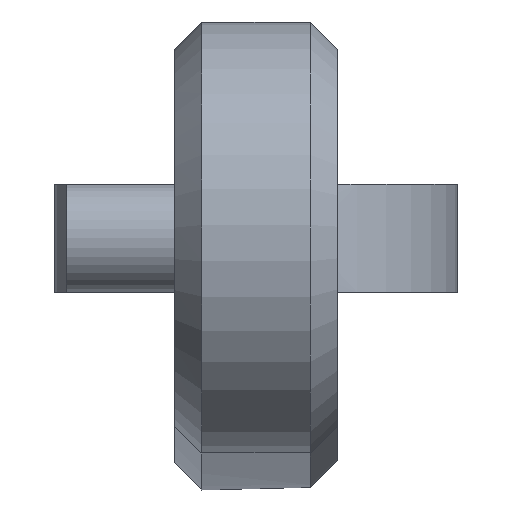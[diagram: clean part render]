
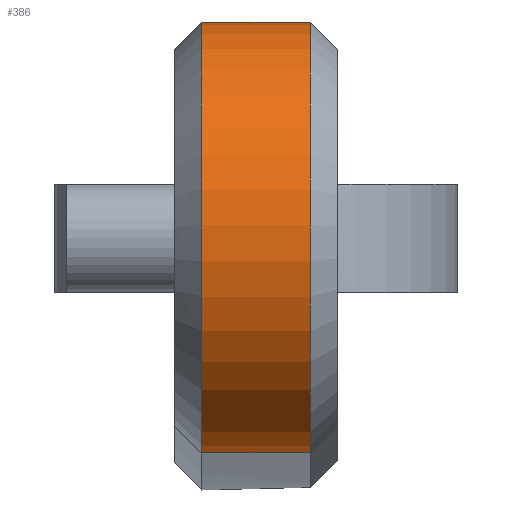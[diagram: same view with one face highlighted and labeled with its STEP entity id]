
A CAD part, front view. The second image highlights one B-rep face of the part: STEP entity #386.
In plain terms, the highlighted cylindrical face has radius 20 mm (diameter 40 mm), a partial arc.
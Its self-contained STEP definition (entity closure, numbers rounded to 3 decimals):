
#34 = ORIENTED_EDGE ( 'NONE', *, *, #564, .T. ) ;
#78 = VERTEX_POINT ( 'NONE', #798 ) ;
#95 = DIRECTION ( 'NONE',  ( 0., 0., -1. ) ) ;
#104 = FACE_OUTER_BOUND ( 'NONE', #967, .T. ) ;
#122 = CARTESIAN_POINT ( 'NONE',  ( 5., -87.462, -19.848 ) ) ;
#196 = DIRECTION ( 'NONE',  ( 0., 0., 1. ) ) ;
#268 = EDGE_CURVE ( 'NONE', #1139, #78, #443, .T. ) ;
#321 = LINE ( 'NONE', #499, #1101 ) ;
#341 = ORIENTED_EDGE ( 'NONE', *, *, #498, .T. ) ;
#343 = DIRECTION ( 'NONE',  ( -1., 0., 0. ) ) ;
#345 = DIRECTION ( 'NONE',  ( 1., 0., 0. ) ) ;
#359 = AXIS2_PLACEMENT_3D ( 'NONE', #1153, #343, #1189 ) ;
#362 = ORIENTED_EDGE ( 'NONE', *, *, #1027, .F. ) ;
#386 = ADVANCED_FACE ( 'NONE', ( #104 ), #569, .T. ) ;
#443 = CIRCLE ( 'NONE', #592, 20. ) ;
#489 = DIRECTION ( 'NONE',  ( -1., 0., 0. ) ) ;
#498 = EDGE_CURVE ( 'NONE', #1066, #1139, #1144, .T. ) ;
#499 = CARTESIAN_POINT ( 'NONE',  ( 7.5, -87.462, -19.848 ) ) ;
#562 = CARTESIAN_POINT ( 'NONE',  ( 7.5, -85., 0. ) ) ;
#564 = EDGE_CURVE ( 'NONE', #1000, #1066, #951, .T. ) ;
#569 = CYLINDRICAL_SURFACE ( 'NONE', #757, 20. ) ;
#591 = CARTESIAN_POINT ( 'NONE',  ( 5., -85., 20. ) ) ;
#592 = AXIS2_PLACEMENT_3D ( 'NONE', #834, #345, #95 ) ;
#706 = CARTESIAN_POINT ( 'NONE',  ( 7.5, -85., 20. ) ) ;
#757 = AXIS2_PLACEMENT_3D ( 'NONE', #562, #1020, #196 ) ;
#798 = CARTESIAN_POINT ( 'NONE',  ( -5., -87.462, -19.848 ) ) ;
#834 = CARTESIAN_POINT ( 'NONE',  ( -5., -85., 0. ) ) ;
#908 = CARTESIAN_POINT ( 'NONE',  ( -5., -85., 20. ) ) ;
#951 = CIRCLE ( 'NONE', #359, 20. ) ;
#967 = EDGE_LOOP ( 'NONE', ( #34, #341, #1163, #362 ) ) ;
#1000 = VERTEX_POINT ( 'NONE', #122 ) ;
#1020 = DIRECTION ( 'NONE',  ( -1., 0., 0. ) ) ;
#1027 = EDGE_CURVE ( 'NONE', #1000, #78, #321, .T. ) ;
#1052 = DIRECTION ( 'NONE',  ( -1., 0., 0. ) ) ;
#1066 = VERTEX_POINT ( 'NONE', #591 ) ;
#1101 = VECTOR ( 'NONE', #489, 1000. ) ;
#1139 = VERTEX_POINT ( 'NONE', #908 ) ;
#1144 = LINE ( 'NONE', #706, #1208 ) ;
#1153 = CARTESIAN_POINT ( 'NONE',  ( 5., -85., 0. ) ) ;
#1163 = ORIENTED_EDGE ( 'NONE', *, *, #268, .T. ) ;
#1189 = DIRECTION ( 'NONE',  ( 0., 0., -1. ) ) ;
#1208 = VECTOR ( 'NONE', #1052, 1000. ) ;
